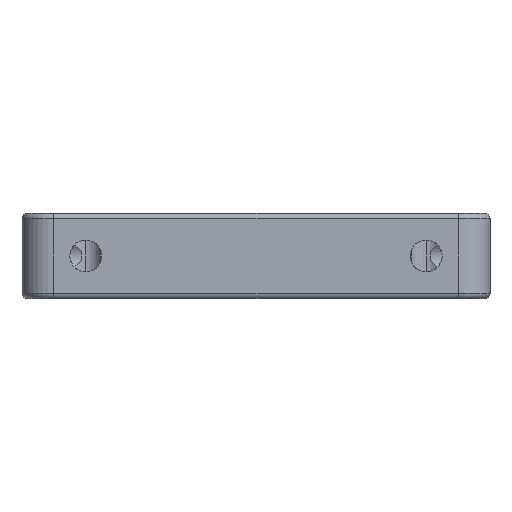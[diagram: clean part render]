
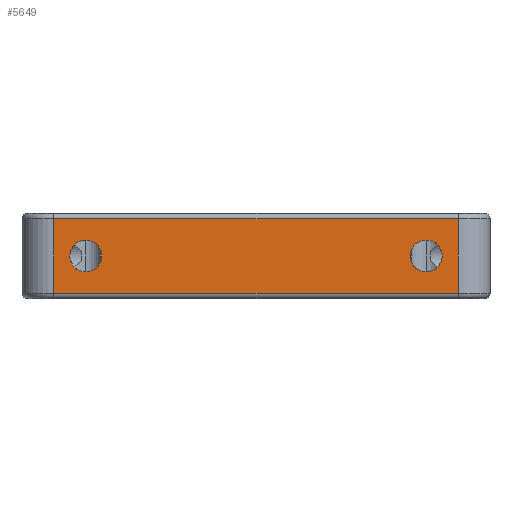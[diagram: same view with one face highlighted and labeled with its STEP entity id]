
A CAD part, left-side view. The second image highlights one B-rep face of the part: STEP entity #5649.
In plain terms, the highlighted planar face has unit normal (-1, 0, 0).
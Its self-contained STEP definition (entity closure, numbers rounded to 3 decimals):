
#9 = EDGE_CURVE ( 'NONE', #2873, #5595, #4682, .T. ) ;
#31 = LINE ( 'NONE', #2321, #4574 ) ;
#96 = ORIENTED_EDGE ( 'NONE', *, *, #4091, .T. ) ;
#135 = CARTESIAN_POINT ( 'NONE',  ( -22., 16., 4. ) ) ;
#277 = CARTESIAN_POINT ( 'NONE',  ( -22., -19., 7.5 ) ) ;
#295 = DIRECTION ( 'NONE',  ( 1., 0., 0. ) ) ;
#461 = FACE_OUTER_BOUND ( 'NONE', #3949, .T. ) ;
#468 = DIRECTION ( 'NONE',  ( 0., 0., 1. ) ) ;
#518 = AXIS2_PLACEMENT_3D ( 'NONE', #2770, #295, #1857 ) ;
#832 = LINE ( 'NONE', #1380, #2236 ) ;
#903 = LINE ( 'NONE', #1492, #4722 ) ;
#1004 = ORIENTED_EDGE ( 'NONE', *, *, #4094, .T. ) ;
#1045 = PLANE ( 'NONE',  #6659 ) ;
#1275 = AXIS2_PLACEMENT_3D ( 'NONE', #5064, #4547, #2537 ) ;
#1380 = CARTESIAN_POINT ( 'NONE',  ( -22., -19., 7.5 ) ) ;
#1492 = CARTESIAN_POINT ( 'NONE',  ( -22., -19., 0.5 ) ) ;
#1689 = CIRCLE ( 'NONE', #5126, 1.5 ) ;
#1699 = VERTEX_POINT ( 'NONE', #3879 ) ;
#1857 = DIRECTION ( 'NONE',  ( 0., 0., 1. ) ) ;
#1891 = CARTESIAN_POINT ( 'NONE',  ( -22., -19., 0.5 ) ) ;
#1998 = CARTESIAN_POINT ( 'NONE',  ( -22., -19., -2. ) ) ;
#2026 = EDGE_CURVE ( 'NONE', #5595, #2873, #1689, .T. ) ;
#2077 = EDGE_CURVE ( 'NONE', #1699, #4352, #31, .T. ) ;
#2192 = DIRECTION ( 'NONE',  ( 1., 0., 0. ) ) ;
#2236 = VECTOR ( 'NONE', #2900, 1000. ) ;
#2321 = CARTESIAN_POINT ( 'NONE',  ( -22., 19., -2. ) ) ;
#2528 = DIRECTION ( 'NONE',  ( -1., 0., 0. ) ) ;
#2537 = DIRECTION ( 'NONE',  ( 0., 0., 1. ) ) ;
#2632 = DIRECTION ( 'NONE',  ( 0., 0., 1. ) ) ;
#2770 = CARTESIAN_POINT ( 'NONE',  ( -22., -16., 4. ) ) ;
#2873 = VERTEX_POINT ( 'NONE', #3697 ) ;
#2885 = VERTEX_POINT ( 'NONE', #3180 ) ;
#2900 = DIRECTION ( 'NONE',  ( 0., 1., 0. ) ) ;
#2974 = DIRECTION ( 'NONE',  ( 0., -1., 0. ) ) ;
#3015 = EDGE_CURVE ( 'NONE', #3567, #4352, #832, .T. ) ;
#3118 = LINE ( 'NONE', #1998, #5393 ) ;
#3136 = VERTEX_POINT ( 'NONE', #3579 ) ;
#3180 = CARTESIAN_POINT ( 'NONE',  ( -22., -16., 5.5 ) ) ;
#3488 = ORIENTED_EDGE ( 'NONE', *, *, #5322, .T. ) ;
#3543 = FACE_BOUND ( 'NONE', #3932, .T. ) ;
#3567 = VERTEX_POINT ( 'NONE', #277 ) ;
#3579 = CARTESIAN_POINT ( 'NONE',  ( -22., -16., 2.5 ) ) ;
#3697 = CARTESIAN_POINT ( 'NONE',  ( -22., 16., 5.5 ) ) ;
#3788 = ORIENTED_EDGE ( 'NONE', *, *, #2026, .T. ) ;
#3846 = ORIENTED_EDGE ( 'NONE', *, *, #3015, .T. ) ;
#3879 = CARTESIAN_POINT ( 'NONE',  ( -22., 19., 0.5 ) ) ;
#3932 = EDGE_LOOP ( 'NONE', ( #4011, #3788 ) ) ;
#3949 = EDGE_LOOP ( 'NONE', ( #5303, #96, #3488, #3846 ) ) ;
#4011 = ORIENTED_EDGE ( 'NONE', *, *, #9, .T. ) ;
#4044 = AXIS2_PLACEMENT_3D ( 'NONE', #6648, #6040, #5618 ) ;
#4091 = EDGE_CURVE ( 'NONE', #1699, #6420, #903, .T. ) ;
#4094 = EDGE_CURVE ( 'NONE', #2885, #3136, #5592, .T. ) ;
#4251 = DIRECTION ( 'NONE',  ( 0., 0., 1. ) ) ;
#4352 = VERTEX_POINT ( 'NONE', #4849 ) ;
#4547 = DIRECTION ( 'NONE',  ( 1., 0., 0. ) ) ;
#4574 = VECTOR ( 'NONE', #5457, 1000. ) ;
#4682 = CIRCLE ( 'NONE', #4044, 1.5 ) ;
#4722 = VECTOR ( 'NONE', #2974, 1000. ) ;
#4849 = CARTESIAN_POINT ( 'NONE',  ( -22., 19., 7.5 ) ) ;
#5060 = EDGE_LOOP ( 'NONE', ( #1004, #5121 ) ) ;
#5064 = CARTESIAN_POINT ( 'NONE',  ( -22., -16., 4. ) ) ;
#5121 = ORIENTED_EDGE ( 'NONE', *, *, #5570, .T. ) ;
#5126 = AXIS2_PLACEMENT_3D ( 'NONE', #135, #2192, #4251 ) ;
#5196 = CARTESIAN_POINT ( 'NONE',  ( -22., -19., -2. ) ) ;
#5303 = ORIENTED_EDGE ( 'NONE', *, *, #2077, .F. ) ;
#5322 = EDGE_CURVE ( 'NONE', #6420, #3567, #3118, .T. ) ;
#5393 = VECTOR ( 'NONE', #468, 1000. ) ;
#5402 = CARTESIAN_POINT ( 'NONE',  ( -22., 16., 2.5 ) ) ;
#5457 = DIRECTION ( 'NONE',  ( 0., 0., 1. ) ) ;
#5478 = CIRCLE ( 'NONE', #518, 1.5 ) ;
#5570 = EDGE_CURVE ( 'NONE', #3136, #2885, #5478, .T. ) ;
#5592 = CIRCLE ( 'NONE', #1275, 1.5 ) ;
#5595 = VERTEX_POINT ( 'NONE', #5402 ) ;
#5618 = DIRECTION ( 'NONE',  ( 0., 0., 1. ) ) ;
#5649 = ADVANCED_FACE ( 'NONE', ( #3543, #6095, #461 ), #1045, .T. ) ;
#6040 = DIRECTION ( 'NONE',  ( 1., 0., 0. ) ) ;
#6095 = FACE_BOUND ( 'NONE', #5060, .T. ) ;
#6420 = VERTEX_POINT ( 'NONE', #1891 ) ;
#6648 = CARTESIAN_POINT ( 'NONE',  ( -22., 16., 4. ) ) ;
#6659 = AXIS2_PLACEMENT_3D ( 'NONE', #5196, #2528, #2632 ) ;
